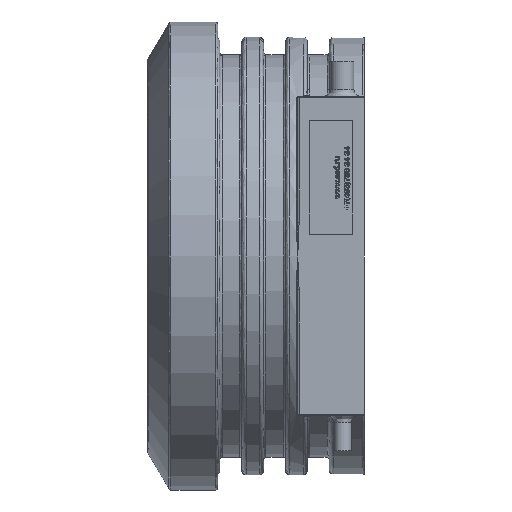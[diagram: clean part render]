
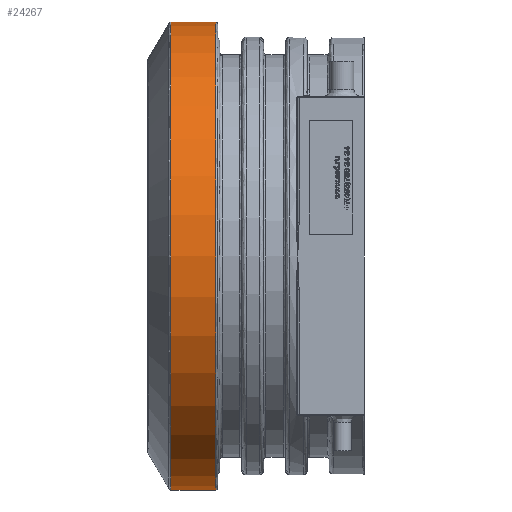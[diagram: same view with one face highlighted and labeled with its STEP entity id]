
A CAD part, left-side view. The second image highlights one B-rep face of the part: STEP entity #24267.
In plain terms, the highlighted cylindrical face has radius 535 mm (diameter 1070 mm), a full revolution.
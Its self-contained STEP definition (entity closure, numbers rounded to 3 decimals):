
#1770 = CARTESIAN_POINT ( 'NONE',  ( 0., -73.694, 0. ) ) ;
#4217 = CARTESIAN_POINT ( 'NONE',  ( 0., 340., 535. ) ) ;
#4626 = VERTEX_POINT ( 'NONE', #4217 ) ;
#5928 = EDGE_LOOP ( 'NONE', ( #19310 ) ) ;
#9869 = DIRECTION ( 'NONE',  ( 0., 0., 1. ) ) ;
#10690 = CARTESIAN_POINT ( 'NONE',  ( 0., 442.14, 0. ) ) ;
#12757 = FACE_OUTER_BOUND ( 'NONE', #5928, .T. ) ;
#13032 = AXIS2_PLACEMENT_3D ( 'NONE', #1770, #24999, #27530 ) ;
#13674 = AXIS2_PLACEMENT_3D ( 'NONE', #10690, #23349, #28384 ) ;
#15505 = CYLINDRICAL_SURFACE ( 'NONE', #13032, 535. ) ;
#15683 = VERTEX_POINT ( 'NONE', #22081 ) ;
#19310 = ORIENTED_EDGE ( 'NONE', *, *, #30575, .T. ) ;
#21667 = AXIS2_PLACEMENT_3D ( 'NONE', #27233, #29911, #9869 ) ;
#22081 = CARTESIAN_POINT ( 'NONE',  ( 0., 442.14, -535. ) ) ;
#22214 = FACE_OUTER_BOUND ( 'NONE', #30693, .T. ) ;
#23349 = DIRECTION ( 'NONE',  ( 0., -1., 0. ) ) ;
#24267 = ADVANCED_FACE ( 'NONE', ( #12757, #22214 ), #15505, .T. ) ;
#24884 = CIRCLE ( 'NONE', #21667, 535. ) ;
#24999 = DIRECTION ( 'NONE',  ( 0., -1., 0. ) ) ;
#26423 = CIRCLE ( 'NONE', #13674, 535. ) ;
#27233 = CARTESIAN_POINT ( 'NONE',  ( 0., 340., 0. ) ) ;
#27530 = DIRECTION ( 'NONE',  ( 0., 0., -1. ) ) ;
#28384 = DIRECTION ( 'NONE',  ( 0., 0., -1. ) ) ;
#29911 = DIRECTION ( 'NONE',  ( 0., -1., 0. ) ) ;
#29984 = EDGE_CURVE ( 'NONE', #4626, #4626, #24884, .T. ) ;
#30546 = ORIENTED_EDGE ( 'NONE', *, *, #29984, .F. ) ;
#30575 = EDGE_CURVE ( 'NONE', #15683, #15683, #26423, .T. ) ;
#30693 = EDGE_LOOP ( 'NONE', ( #30546 ) ) ;
